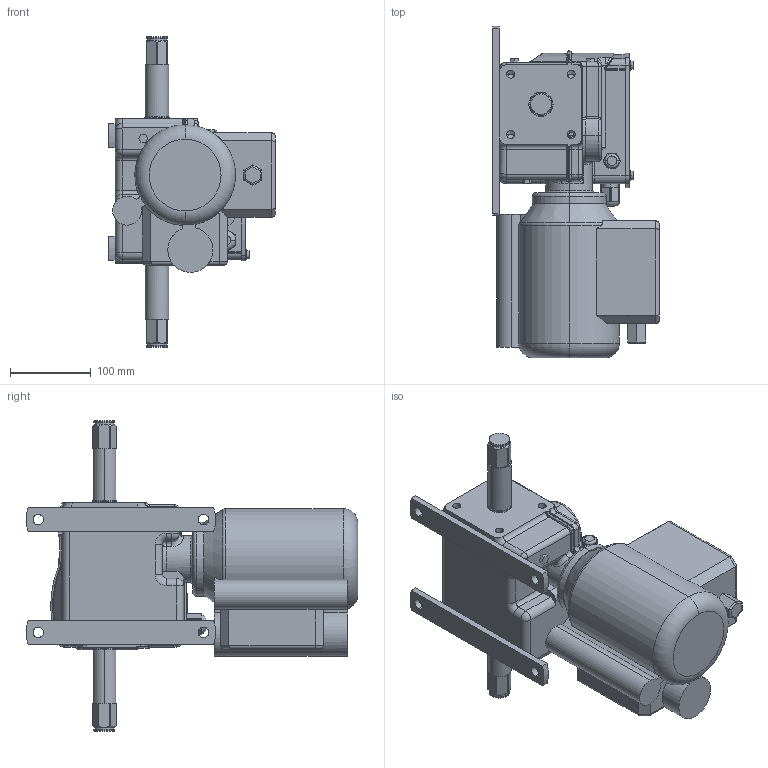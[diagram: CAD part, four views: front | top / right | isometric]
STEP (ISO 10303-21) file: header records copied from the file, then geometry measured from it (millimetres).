
FILE_DESCRIPTION (( 'STEP AP214' ), '1' );
FILE_NAME ('010210849_EWA_50_3D__DE.STEP', '2021-10-01T07:01:01', ( '' ), ( '' ), 'SwSTEP 2.0', 'SolidWorks 2020', '' );
FILE_SCHEMA (( 'AUTOMOTIVE_DESIGN' ));
Length unit declared in the file: millimetre
Products named in the file (3): 010210822_EWA_50_3D__DE; 010210780_EWA_50_3D__DE; 010210849_EWA_50_3D__DE
Assembly tree (2 placements, depth 2):
  010210849_EWA_50_3D__DE
    010210822_EWA_50_3D__DE
    010210780_EWA_50_3D__DE
Bounding box: 207 x 411.5 x 385 mm (x, y, z)
Volume: 8152874.9 mm3; surface area: 412595.3 mm2
Topology: 3 solids, 3 shells, 629 faces, 1525 edges, 912 vertices
Faces by surface type: cylinder 229, plane 224, torus 86, bspline 62, cone 22, sphere 6
Entity records: 21522 total; most frequent: CARTESIAN_POINT 7045, ORIENTED_EDGE 3012, DIRECTION 2983, EDGE_CURVE 1506, AXIS2_PLACEMENT_3D 1135, VERTEX_POINT 912, LINE 713, VECTOR 713
